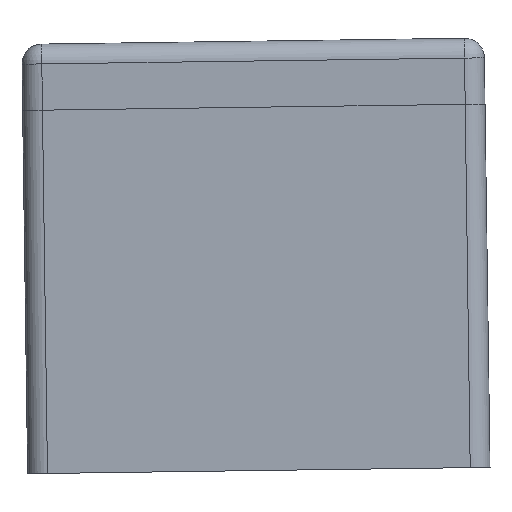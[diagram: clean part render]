
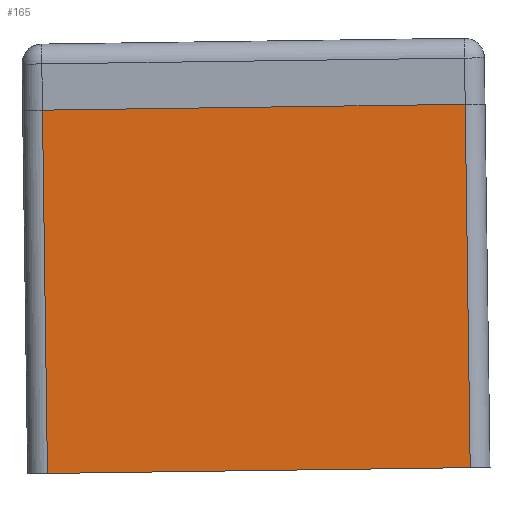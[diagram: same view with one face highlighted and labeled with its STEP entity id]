
A CAD part, left-side view. The second image highlights one B-rep face of the part: STEP entity #165.
In plain terms, the highlighted planar face has unit normal (-1, 0, 0).
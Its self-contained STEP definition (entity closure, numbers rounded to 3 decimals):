
#165=ADVANCED_FACE('',(#252),#254,.T.);
#252=FACE_BOUND('',#253,.T.);
#253=EDGE_LOOP('',(#744,#745,#746,#747));
#254=PLANE('',#255);
#255=AXIS2_PLACEMENT_3D('',#256,#257,#258);
#256=CARTESIAN_POINT('',(-95.284,0.,-24.489));
#257=DIRECTION('',(-1.,0.,0.));
#258=DIRECTION('',(0.,0.,1.));
#744=ORIENTED_EDGE('',*,*,#1044,.T.);
#745=ORIENTED_EDGE('',*,*,#1060,.T.);
#746=ORIENTED_EDGE('',*,*,#1061,.F.);
#747=ORIENTED_EDGE('',*,*,#1062,.F.);
#1044=EDGE_CURVE('',#1209,#1207,#1210,.T.);
#1060=EDGE_CURVE('',#1207,#1237,#1239,.T.);
#1061=EDGE_CURVE('',#1240,#1237,#1241,.T.);
#1062=EDGE_CURVE('',#1209,#1240,#1242,.T.);
#1207=VERTEX_POINT('',#1478);
#1209=VERTEX_POINT('',#1483);
#1210=LINE('',#1484,#1485);
#1237=VERTEX_POINT('',#1543);
#1239=LINE('',#1548,#1549);
#1240=VERTEX_POINT('',#1551);
#1241=LINE('',#1552,#1553);
#1242=LINE('',#1555,#1556);
#1478=CARTESIAN_POINT('',(-95.284,0.,42.511));
#1483=CARTESIAN_POINT('',(-95.284,0.,-21.489));
#1484=CARTESIAN_POINT('',(-95.284,0.,-21.489));
#1485=VECTOR('',#1486,1.);
#1486=DIRECTION('',(0.,0.,1.));
#1543=CARTESIAN_POINT('',(-95.284,55.,42.511));
#1548=CARTESIAN_POINT('',(-95.284,0.,42.511));
#1549=VECTOR('',#1550,1.);
#1550=DIRECTION('',(0.,1.,0.));
#1551=CARTESIAN_POINT('',(-95.284,55.,-21.489));
#1552=CARTESIAN_POINT('',(-95.284,55.,-21.489));
#1553=VECTOR('',#1554,1.);
#1554=DIRECTION('',(0.,0.,1.));
#1555=CARTESIAN_POINT('',(-95.284,0.,-21.489));
#1556=VECTOR('',#1557,1.);
#1557=DIRECTION('',(0.,1.,0.));
